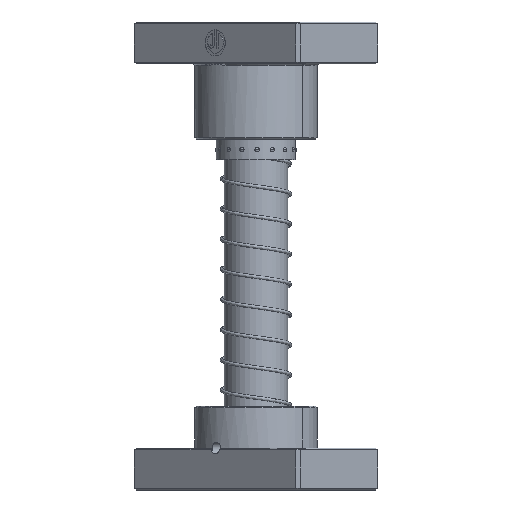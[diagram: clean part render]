
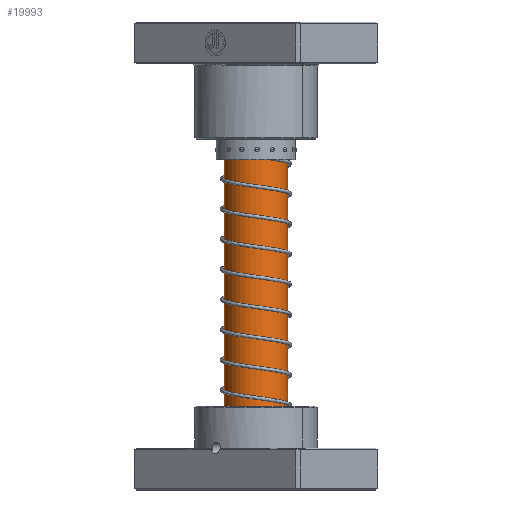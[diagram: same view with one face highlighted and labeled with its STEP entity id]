
A CAD part, front view. The second image highlights one B-rep face of the part: STEP entity #19993.
In plain terms, the highlighted cylindrical face has radius 19 mm (diameter 38 mm), a partial arc.
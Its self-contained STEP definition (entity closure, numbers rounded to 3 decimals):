
#1359 = DIRECTION ( 'NONE',  ( 0., 0., -1. ) ) ;
#1586 = VERTEX_POINT ( 'NONE', #41832 ) ;
#1841 = ORIENTED_EDGE ( 'NONE', *, *, #29055, .F. ) ;
#3338 = DIRECTION ( 'NONE',  ( 0., 0., -1. ) ) ;
#3715 = EDGE_CURVE ( 'NONE', #40818, #31419, #9681, .T. ) ;
#8120 = EDGE_CURVE ( 'NONE', #39126, #31419, #29463, .T. ) ;
#9681 = LINE ( 'NONE', #35811, #35952 ) ;
#10400 = DIRECTION ( 'NONE',  ( 0., 0., -1. ) ) ;
#10630 = ORIENTED_EDGE ( 'NONE', *, *, #13164, .T. ) ;
#11172 = AXIS2_PLACEMENT_3D ( 'NONE', #28270, #10400, #31840 ) ;
#11979 = CIRCLE ( 'NONE', #16587, 19. ) ;
#12005 = ORIENTED_EDGE ( 'NONE', *, *, #8120, .F. ) ;
#13164 = EDGE_CURVE ( 'NONE', #1586, #40818, #11979, .T. ) ;
#13220 = CYLINDRICAL_SURFACE ( 'NONE', #11172, 19. ) ;
#13942 = CARTESIAN_POINT ( 'NONE',  ( 19., 0., 29. ) ) ;
#14599 = ORIENTED_EDGE ( 'NONE', *, *, #3715, .T. ) ;
#16587 = AXIS2_PLACEMENT_3D ( 'NONE', #24854, #3338, #28428 ) ;
#17825 = DIRECTION ( 'NONE',  ( 0., 0., -1. ) ) ;
#18990 = CARTESIAN_POINT ( 'NONE',  ( -19., 0., 29. ) ) ;
#19993 = ADVANCED_FACE ( 'NONE', ( #33335 ), #13220, .T. ) ;
#22467 = CARTESIAN_POINT ( 'NONE',  ( -19., 0., 237. ) ) ;
#22887 = CARTESIAN_POINT ( 'NONE',  ( 0., 0., 29. ) ) ;
#24537 = EDGE_LOOP ( 'NONE', ( #1841, #10630, #14599, #12005 ) ) ;
#24854 = CARTESIAN_POINT ( 'NONE',  ( 0., 0., 237. ) ) ;
#26448 = DIRECTION ( 'NONE',  ( -1., 0., 0. ) ) ;
#26816 = VECTOR ( 'NONE', #17825, 1000. ) ;
#28270 = CARTESIAN_POINT ( 'NONE',  ( 0., 0., 240. ) ) ;
#28428 = DIRECTION ( 'NONE',  ( 1., 0., 0. ) ) ;
#28705 = AXIS2_PLACEMENT_3D ( 'NONE', #22887, #1359, #26448 ) ;
#29055 = EDGE_CURVE ( 'NONE', #1586, #39126, #45766, .T. ) ;
#29463 = CIRCLE ( 'NONE', #28705, 19. ) ;
#31419 = VERTEX_POINT ( 'NONE', #18990 ) ;
#31840 = DIRECTION ( 'NONE',  ( -1., 0., 0. ) ) ;
#32285 = DIRECTION ( 'NONE',  ( 0., 0., -1. ) ) ;
#33335 = FACE_OUTER_BOUND ( 'NONE', #24537, .T. ) ;
#35811 = CARTESIAN_POINT ( 'NONE',  ( -19., 0., 240. ) ) ;
#35952 = VECTOR ( 'NONE', #32285, 1000. ) ;
#39126 = VERTEX_POINT ( 'NONE', #13942 ) ;
#39168 = CARTESIAN_POINT ( 'NONE',  ( 19., 0., 240. ) ) ;
#40818 = VERTEX_POINT ( 'NONE', #22467 ) ;
#41832 = CARTESIAN_POINT ( 'NONE',  ( 19., 0., 237. ) ) ;
#45766 = LINE ( 'NONE', #39168, #26816 ) ;
